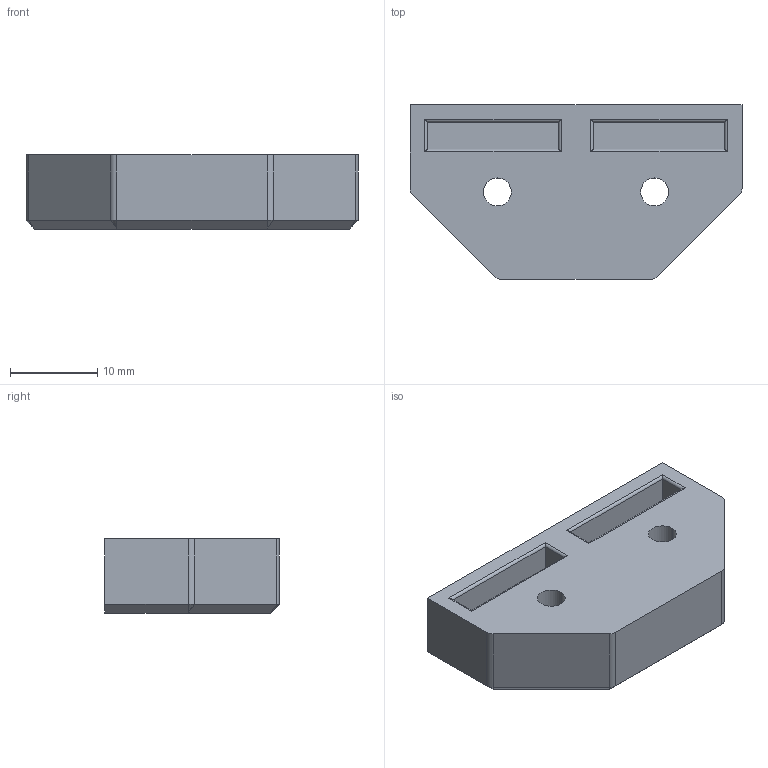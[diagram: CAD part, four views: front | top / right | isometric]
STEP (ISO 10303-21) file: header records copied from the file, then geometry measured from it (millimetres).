
FILE_DESCRIPTION (( 'STEP AP203' ), '1' );
FILE_NAME ('inner_magnet_housing_x2.STEP', '2019-06-27T20:56:31', ( '' ), ( '' ), 'SwSTEP 2.0', 'SolidWorks 2018', '' );
FILE_SCHEMA (( 'CONFIG_CONTROL_DESIGN' ));
Length unit declared in the file: millimetre
Products named in the file (1): inner_magnet_housing_x2
Bounding box: 38 x 20 x 8.5 mm (x, y, z)
Volume: 4685.2 mm3; surface area: 2806.8 mm2
Topology: 1 solids, 1 shells, 51 faces, 117 edges, 66 vertices
Faces by surface type: plane 23, cylinder 20, cone 8
Entity records: 1452 total; most frequent: CARTESIAN_POINT 255, DIRECTION 233, ORIENTED_EDGE 226, EDGE_CURVE 113, LINE 81, VECTOR 81, AXIS2_PLACEMENT_3D 76, VERTEX_POINT 66
